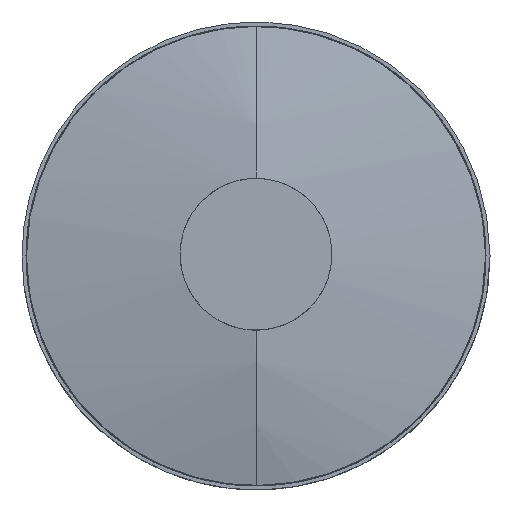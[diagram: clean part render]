
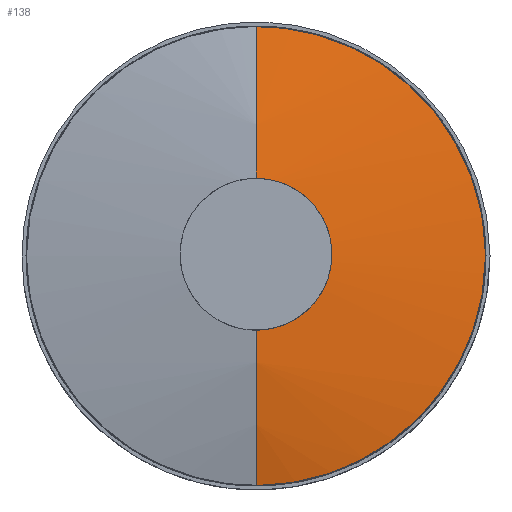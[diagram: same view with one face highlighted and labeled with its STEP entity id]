
A CAD part, top view. The second image highlights one B-rep face of the part: STEP entity #138.
In plain terms, the highlighted free-form (B-spline) face has degree [2, 2] with [9, 5] control points.
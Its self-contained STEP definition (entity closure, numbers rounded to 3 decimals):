
#138=ADVANCED_FACE('',(#219),#1023,.T.);
#219=FACE_OUTER_BOUND('',#296,.T.);
#296=EDGE_LOOP('',(#482,#483,#484,#485,#486));
#482=ORIENTED_EDGE('',*,*,#697,.T.);
#483=ORIENTED_EDGE('',*,*,#698,.T.);
#484=ORIENTED_EDGE('',*,*,#696,.T.);
#485=ORIENTED_EDGE('',*,*,#693,.T.);
#486=ORIENTED_EDGE('',*,*,#699,.T.);
#693=EDGE_CURVE('',#956,#957,#816,.T.);
#696=EDGE_CURVE('',#959,#956,#819,.T.);
#697=EDGE_CURVE('',#960,#961,#820,.T.);
#698=EDGE_CURVE('',#961,#959,#821,.T.);
#699=EDGE_CURVE('',#957,#960,#822,.T.);
#816=(
BOUNDED_CURVE()
B_SPLINE_CURVE(2,(#2904,#2905,#2906),.UNSPECIFIED.,.F.,.F.)
B_SPLINE_CURVE_WITH_KNOTS((3,3),(0.,328.296),.UNSPECIFIED.)
CURVE()
GEOMETRIC_REPRESENTATION_ITEM()
RATIONAL_B_SPLINE_CURVE((1.,0.707,1.))
REPRESENTATION_ITEM('')
);
#819=(
BOUNDED_CURVE()
B_SPLINE_CURVE(2,(#2915,#2916,#2917),.UNSPECIFIED.,.F.,.F.)
B_SPLINE_CURVE_WITH_KNOTS((3,3),(-328.296,0.),.UNSPECIFIED.)
CURVE()
GEOMETRIC_REPRESENTATION_ITEM()
RATIONAL_B_SPLINE_CURVE((1.,0.707,1.))
REPRESENTATION_ITEM('')
);
#820=(
BOUNDED_CURVE()
B_SPLINE_CURVE(2,(#2918,#2919,#2920,#2921,#2922),.UNSPECIFIED.,.F.,.F.)
B_SPLINE_CURVE_WITH_KNOTS((3,2,3),(0.,8.639,17.279),
 .UNSPECIFIED.)
CURVE()
GEOMETRIC_REPRESENTATION_ITEM()
RATIONAL_B_SPLINE_CURVE((1.,0.707,1.,0.707,1.))
REPRESENTATION_ITEM('')
);
#821=(
BOUNDED_CURVE()
B_SPLINE_CURVE(2,(#2923,#2924,#2925),.UNSPECIFIED.,.F.,.F.)
B_SPLINE_CURVE_WITH_KNOTS((3,3),(0.,206.136),.UNSPECIFIED.)
CURVE()
GEOMETRIC_REPRESENTATION_ITEM()
RATIONAL_B_SPLINE_CURVE((1.,0.991,1.))
REPRESENTATION_ITEM('')
);
#822=(
BOUNDED_CURVE()
B_SPLINE_CURVE(2,(#2926,#2927,#2928),.UNSPECIFIED.,.F.,.F.)
B_SPLINE_CURVE_WITH_KNOTS((3,3),(0.,206.136),.UNSPECIFIED.)
CURVE()
GEOMETRIC_REPRESENTATION_ITEM()
RATIONAL_B_SPLINE_CURVE((1.,0.991,1.))
REPRESENTATION_ITEM('')
);
#956=VERTEX_POINT('',#2860);
#957=VERTEX_POINT('',#2861);
#959=VERTEX_POINT('',#2863);
#960=VERTEX_POINT('',#2864);
#961=VERTEX_POINT('',#2865);
#1023=(
BOUNDED_SURFACE()
B_SPLINE_SURFACE(2,2,((#2433,#2434,#2435,#2436,#2437),(#2438,#2439,#2440,
#2441,#2442),(#2443,#2444,#2445,#2446,#2447),(#2448,#2449,#2450,#2451,#2452),
(#2453,#2454,#2455,#2456,#2457),(#2458,#2459,#2460,#2461,#2462),(#2463,
#2464,#2465,#2466,#2467),(#2468,#2469,#2470,#2471,#2472),(#2473,#2474,#2475,
#2476,#2477)),.UNSPECIFIED.,.T.,.F.,.F.)
B_SPLINE_SURFACE_WITH_KNOTS((3,2,2,2,3),(3,2,3),(0.,1213.834,2427.668,
3641.502,4855.336),(0.,1213.834,2427.668),
 .UNSPECIFIED.)
GEOMETRIC_REPRESENTATION_ITEM()
RATIONAL_B_SPLINE_SURFACE(((1.,0.707,1.,0.707,1.),
(0.707,0.5,0.707,0.5,0.707),(1.,0.707,
1.,0.707,1.),(0.707,0.5,0.707,0.5,0.707),
(1.,0.707,1.,0.707,1.),(0.707,0.5,0.707,
0.5,0.707),(1.,0.707,1.,0.707,1.),(0.707,
0.5,0.707,0.5,0.707),(1.,0.707,1.,0.707,
1.)))
REPRESENTATION_ITEM('')
SURFACE()
);
#2433=CARTESIAN_POINT('',(-772.751,0.,-701.476));
#2434=CARTESIAN_POINT('',(-772.751,772.751,-701.476));
#2435=CARTESIAN_POINT('',(0.,772.751,-701.476));
#2436=CARTESIAN_POINT('',(772.751,772.751,-701.476));
#2437=CARTESIAN_POINT('',(772.751,0.,-701.476));
#2438=CARTESIAN_POINT('',(-772.751,0.,-701.476));
#2439=CARTESIAN_POINT('',(-772.751,772.751,71.275));
#2440=CARTESIAN_POINT('',(0.,772.751,71.275));
#2441=CARTESIAN_POINT('',(772.751,772.751,71.275));
#2442=CARTESIAN_POINT('',(772.751,0.,-701.476));
#2443=CARTESIAN_POINT('',(-772.751,0.,-701.476));
#2444=CARTESIAN_POINT('',(-772.751,0.,71.275));
#2445=CARTESIAN_POINT('',(0.,0.,71.275));
#2446=CARTESIAN_POINT('',(772.751,0.,71.275));
#2447=CARTESIAN_POINT('',(772.751,0.,-701.476));
#2448=CARTESIAN_POINT('',(-772.751,0.,-701.476));
#2449=CARTESIAN_POINT('',(-772.751,-772.751,71.275));
#2450=CARTESIAN_POINT('',(0.,-772.751,71.275));
#2451=CARTESIAN_POINT('',(772.751,-772.751,71.275));
#2452=CARTESIAN_POINT('',(772.751,0.,-701.476));
#2453=CARTESIAN_POINT('',(-772.751,0.,-701.476));
#2454=CARTESIAN_POINT('',(-772.751,-772.751,-701.476));
#2455=CARTESIAN_POINT('',(0.,-772.751,-701.476));
#2456=CARTESIAN_POINT('',(772.751,-772.751,-701.476));
#2457=CARTESIAN_POINT('',(772.751,0.,-701.476));
#2458=CARTESIAN_POINT('',(-772.751,0.,-701.476));
#2459=CARTESIAN_POINT('',(-772.751,-772.751,-1474.227));
#2460=CARTESIAN_POINT('',(0.,-772.751,-1474.227));
#2461=CARTESIAN_POINT('',(772.751,-772.751,-1474.227));
#2462=CARTESIAN_POINT('',(772.751,0.,-701.476));
#2463=CARTESIAN_POINT('',(-772.751,0.,-701.476));
#2464=CARTESIAN_POINT('',(-772.751,0.,-1474.227));
#2465=CARTESIAN_POINT('',(0.,0.,-1474.227));
#2466=CARTESIAN_POINT('',(772.751,0.,-1474.227));
#2467=CARTESIAN_POINT('',(772.751,0.,-701.476));
#2468=CARTESIAN_POINT('',(-772.751,0.,-701.476));
#2469=CARTESIAN_POINT('',(-772.751,772.751,-1474.227));
#2470=CARTESIAN_POINT('',(0.,772.751,-1474.227));
#2471=CARTESIAN_POINT('',(772.751,772.751,-1474.227));
#2472=CARTESIAN_POINT('',(772.751,0.,-701.476));
#2473=CARTESIAN_POINT('',(-772.751,0.,-701.476));
#2474=CARTESIAN_POINT('',(-772.751,772.751,-701.476));
#2475=CARTESIAN_POINT('',(0.,772.751,-701.476));
#2476=CARTESIAN_POINT('',(772.751,772.751,-701.476));
#2477=CARTESIAN_POINT('',(772.751,0.,-701.476));
#2860=CARTESIAN_POINT('',(209.,0.,42.475));
#2861=CARTESIAN_POINT('',(0.,209.,42.475));
#2863=CARTESIAN_POINT('',(0.,-209.,42.475));
#2864=CARTESIAN_POINT('',(0.,5.5,71.255));
#2865=CARTESIAN_POINT('',(0.,-5.5,71.255));
#2904=CARTESIAN_POINT('',(209.,0.,42.475));
#2905=CARTESIAN_POINT('',(209.,209.,42.475));
#2906=CARTESIAN_POINT('',(0.,209.,42.475));
#2915=CARTESIAN_POINT('',(0.,-209.,42.475));
#2916=CARTESIAN_POINT('',(209.,-209.,42.475));
#2917=CARTESIAN_POINT('',(209.,0.,42.475));
#2918=CARTESIAN_POINT('',(0.,5.5,71.255));
#2919=CARTESIAN_POINT('',(5.5,5.5,71.255));
#2920=CARTESIAN_POINT('',(5.5,0.,71.255));
#2921=CARTESIAN_POINT('',(5.5,-5.5,71.255));
#2922=CARTESIAN_POINT('',(0.,-5.5,71.255));
#2923=CARTESIAN_POINT('',(0.,-5.5,71.255));
#2924=CARTESIAN_POINT('',(0.,-109.181,70.517));
#2925=CARTESIAN_POINT('',(0.,-209.,42.475));
#2926=CARTESIAN_POINT('',(0.,209.,42.475));
#2927=CARTESIAN_POINT('',(0.,109.181,70.517));
#2928=CARTESIAN_POINT('',(0.,5.5,71.255));
